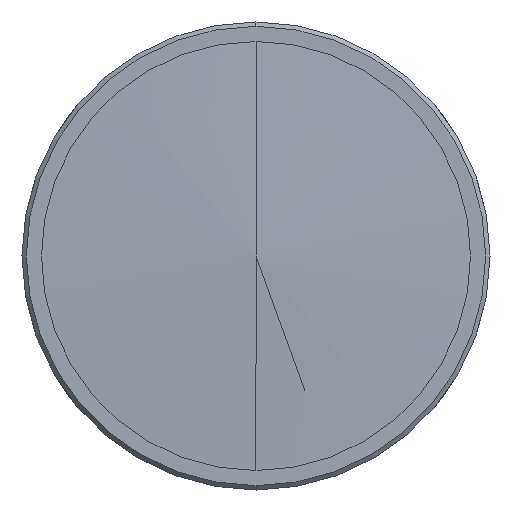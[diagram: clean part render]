
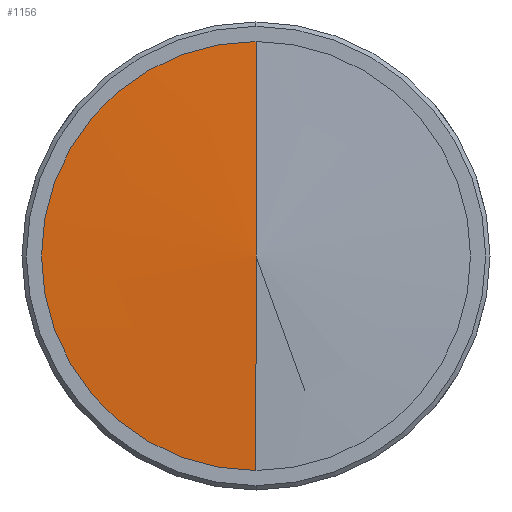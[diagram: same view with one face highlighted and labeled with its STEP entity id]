
A CAD part, left-side view. The second image highlights one B-rep face of the part: STEP entity #1156.
In plain terms, the highlighted conical face has half-angle 87.441 degrees and reference radius 25.708 mm.
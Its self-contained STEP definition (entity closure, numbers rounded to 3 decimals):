
#84 = CARTESIAN_POINT ( 'NONE',  ( 1.149, 0., -25.708 ) ) ;
#85 = VECTOR ( 'NONE', #895, 1000. ) ;
#169 = DIRECTION ( 'NONE',  ( 0., 0., -1. ) ) ;
#185 = EDGE_CURVE ( 'NONE', #1925, #1838, #1197, .T. ) ;
#208 = CARTESIAN_POINT ( 'NONE',  ( 1.106, 0., -24.75 ) ) ;
#266 = CARTESIAN_POINT ( 'NONE',  ( 1.149, 0., 25.708 ) ) ;
#323 = DIRECTION ( 'NONE',  ( 1., 0., 0. ) ) ;
#325 = ORIENTED_EDGE ( 'NONE', *, *, #1162, .F. ) ;
#524 = AXIS2_PLACEMENT_3D ( 'NONE', #953, #1882, #1735 ) ;
#532 = FACE_OUTER_BOUND ( 'NONE', #1171, .T. ) ;
#895 = DIRECTION ( 'NONE',  ( 0.045, 0., 0.999 ) ) ;
#925 = CONICAL_SURFACE ( 'NONE', #524, 25.708, 1.526 ) ;
#953 = CARTESIAN_POINT ( 'NONE',  ( 1.149, 0., 0. ) ) ;
#1065 = VERTEX_POINT ( 'NONE', #1408 ) ;
#1111 = CARTESIAN_POINT ( 'NONE',  ( 1.106, 0., 0. ) ) ;
#1156 = ADVANCED_FACE ( 'NONE', ( #532 ), #925, .T. ) ;
#1162 = EDGE_CURVE ( 'NONE', #1838, #1065, #1749, .T. ) ;
#1171 = EDGE_LOOP ( 'NONE', ( #1842, #1936, #325 ) ) ;
#1183 = DIRECTION ( 'NONE',  ( 0.045, 0., -0.999 ) ) ;
#1197 = LINE ( 'NONE', #84, #1897 ) ;
#1408 = CARTESIAN_POINT ( 'NONE',  ( 1.106, 0., 24.75 ) ) ;
#1415 = AXIS2_PLACEMENT_3D ( 'NONE', #1111, #323, #169 ) ;
#1516 = EDGE_CURVE ( 'NONE', #1925, #1065, #1863, .T. ) ;
#1735 = DIRECTION ( 'NONE',  ( 0., 0., -1. ) ) ;
#1749 = CIRCLE ( 'NONE', #1415, 24.75 ) ;
#1787 = CARTESIAN_POINT ( 'NONE',  ( 0., 0., 0. ) ) ;
#1838 = VERTEX_POINT ( 'NONE', #208 ) ;
#1842 = ORIENTED_EDGE ( 'NONE', *, *, #185, .F. ) ;
#1863 = LINE ( 'NONE', #266, #85 ) ;
#1882 = DIRECTION ( 'NONE',  ( 1., 0., 0. ) ) ;
#1897 = VECTOR ( 'NONE', #1183, 1000. ) ;
#1925 = VERTEX_POINT ( 'NONE', #1787 ) ;
#1936 = ORIENTED_EDGE ( 'NONE', *, *, #1516, .T. ) ;
